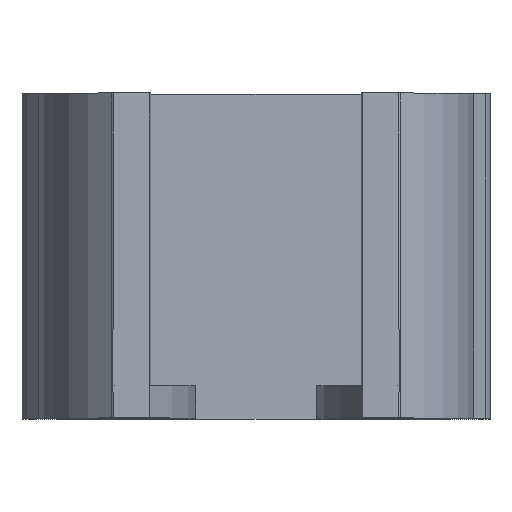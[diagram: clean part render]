
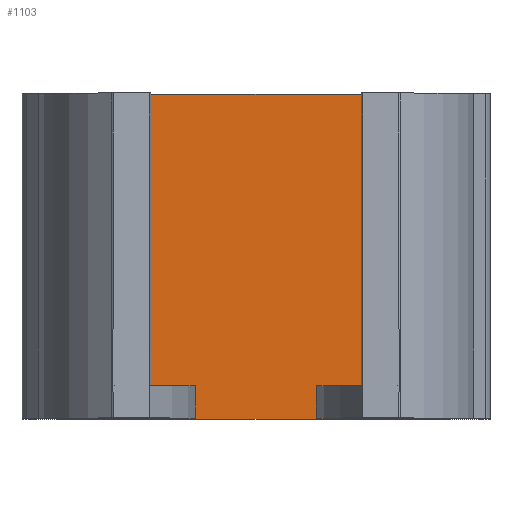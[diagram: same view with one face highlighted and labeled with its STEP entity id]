
A CAD part, top view. The second image highlights one B-rep face of the part: STEP entity #1103.
In plain terms, the highlighted planar face has unit normal (0, 0, 1).
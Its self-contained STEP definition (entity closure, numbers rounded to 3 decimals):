
#37=PLANE('',#1233);
#83=FACE_OUTER_BOUND('',#143,.T.);
#143=EDGE_LOOP('',(#906,#907,#908,#909));
#215=LINE('',#1805,#311);
#234=LINE('',#1874,#330);
#235=LINE('',#1877,#331);
#236=LINE('',#1878,#332);
#311=VECTOR('',#1455,10.);
#330=VECTOR('',#1524,10.);
#331=VECTOR('',#1527,10.);
#332=VECTOR('',#1528,10.);
#493=VERTEX_POINT('',#1802);
#494=VERTEX_POINT('',#1804);
#519=VERTEX_POINT('',#1872);
#520=VERTEX_POINT('',#1876);
#627=EDGE_CURVE('',#494,#493,#215,.T.);
#664=EDGE_CURVE('',#493,#519,#234,.T.);
#665=EDGE_CURVE('',#520,#519,#235,.T.);
#666=EDGE_CURVE('',#494,#520,#236,.T.);
#906=ORIENTED_EDGE('',*,*,#627,.T.);
#907=ORIENTED_EDGE('',*,*,#664,.T.);
#908=ORIENTED_EDGE('',*,*,#665,.F.);
#909=ORIENTED_EDGE('',*,*,#666,.F.);
#1103=ADVANCED_FACE('',(#83),#37,.T.);
#1233=AXIS2_PLACEMENT_3D('',#1875,#1525,#1526);
#1455=DIRECTION('',(1.,0.,0.));
#1524=DIRECTION('',(0.,1.,0.));
#1525=DIRECTION('center_axis',(0.,0.,1.));
#1526=DIRECTION('ref_axis',(1.,0.,0.));
#1527=DIRECTION('',(1.,0.,0.));
#1528=DIRECTION('',(0.,1.,0.));
#1802=CARTESIAN_POINT('',(3.25,0.,0.25));
#1804=CARTESIAN_POINT('',(0.35,0.,0.25));
#1805=CARTESIAN_POINT('',(0.35,0.,0.25));
#1872=CARTESIAN_POINT('',(3.25,2.5,0.25));
#1874=CARTESIAN_POINT('',(3.25,0.,0.25));
#1875=CARTESIAN_POINT('Origin',(0.35,0.,0.25));
#1876=CARTESIAN_POINT('',(0.35,2.5,0.25));
#1877=CARTESIAN_POINT('',(0.35,2.5,0.25));
#1878=CARTESIAN_POINT('',(0.35,0.,0.25));
